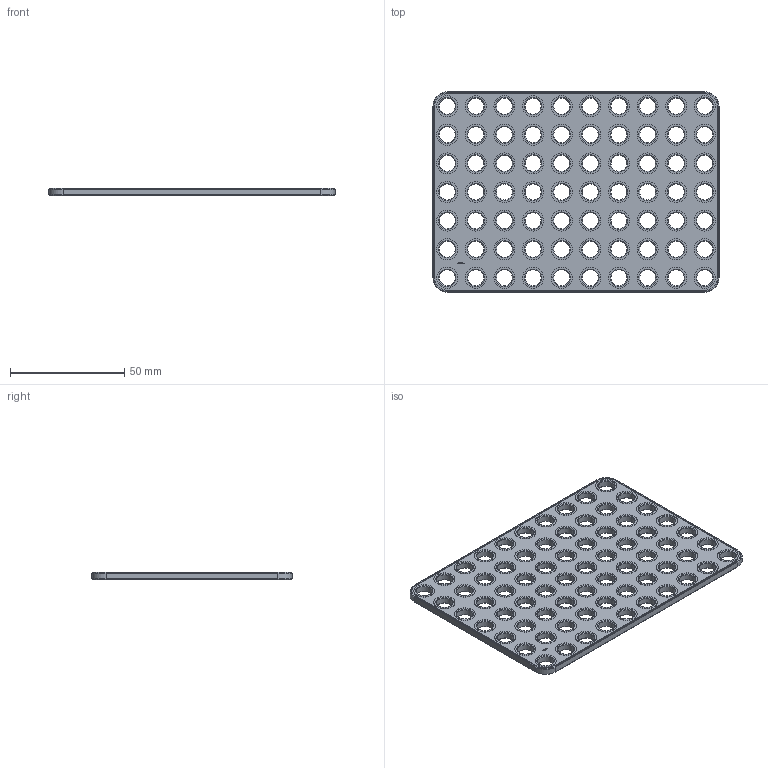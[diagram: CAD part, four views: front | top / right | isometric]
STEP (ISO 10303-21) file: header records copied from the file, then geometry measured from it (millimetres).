
FILE_DESCRIPTION(('FreeCAD Model'),'2;1');
FILE_NAME('Open CASCADE Shape Model','2024-10-08T18:15:20',(''),(''), 'Open CASCADE STEP processor 7.7','FreeCAD','Unknown');
FILE_SCHEMA(('AUTOMOTIVE_DESIGN { 1 0 10303 214 1 1 1 1 }'));
Length unit declared in the file: millimetre
Products named in the file (1): Plate RCT CRNR BU10x07x00.25 - SPN-PLT-0118 (stemfie.org)
Bounding box: 125 x 87.5 x 3.12 mm (x, y, z)
Volume: 24292.4 mm3; surface area: 22342.2 mm2
Topology: 1 solids, 1 shells, 827 faces, 2010 edges, 1288 vertices
Faces by surface type: plane 401, cylinder 148, cone 148, extrusion 130
Full cylindrical faces by diameter (mm): 7 x70, 9.2 x70
Entity records: 24766 total; most frequent: CARTESIAN_POINT 5190, ORIENTED_EDGE 4020, DIRECTION 3720, EDGE_CURVE 2010, VECTOR 1436, LINE 1306, VERTEX_POINT 1288, AXIS2_PLACEMENT_3D 1142
